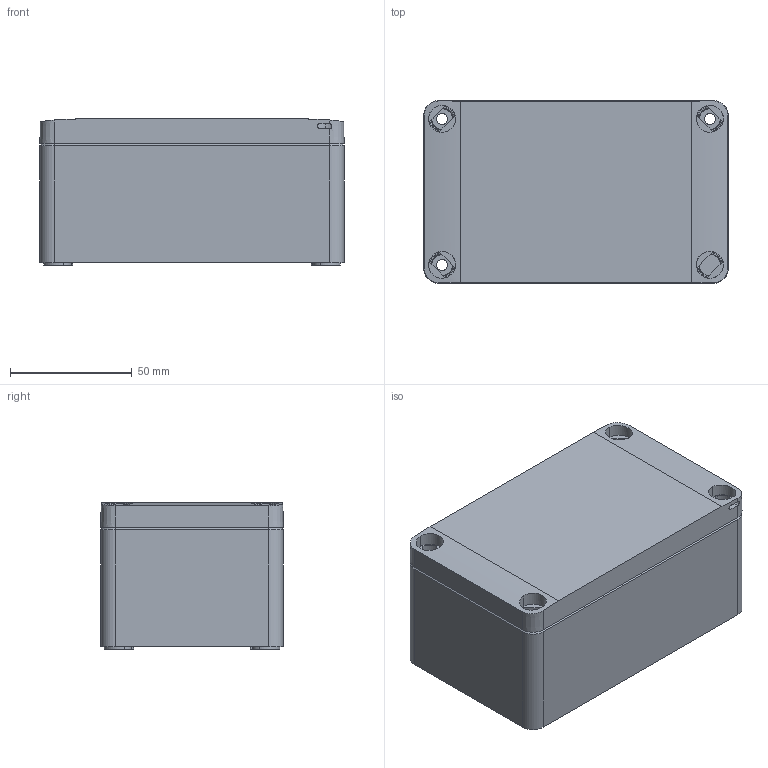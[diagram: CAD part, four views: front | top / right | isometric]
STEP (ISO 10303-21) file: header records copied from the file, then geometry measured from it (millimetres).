
FILE_DESCRIPTION((''),'2;1');
FILE_NAME('SPCP081306G_ASM','2008-12-08T',('pasi_koskela'),(''),'PRO/ENGINEER BY PARAMETRIC TECHNOLOGY CORPORATION, 2008250','PRO/ENGINEER BY PARAMETRIC TECHNOLOGY CORPORATION, 2008250','');
FILE_SCHEMA(('AUTOMOTIVE_DESIGN_CC2 { 1 2 10303 214 -1 1 5 2 }'));
Length unit declared in the file: millimetre
Products named in the file (3): SPCP081305B; SPCG081301L; SPCP081306G_ASM
Assembly tree (2 placements, depth 2):
  SPCP081306G_ASM
    SPCP081305B
    SPCG081301L
Bounding box: 125 x 75 x 60 mm (x, y, z)
Volume: 134431 mm3; surface area: 98036.2 mm2
Topology: 2 solids, 2 shells, 1014 faces, 2648 edges, 1712 vertices
Faces by surface type: plane 617, cylinder 227, cone 102, bspline 48, torus 20
Entity records: 49898 total; most frequent: CARTESIAN_POINT 17141, ORIENTED_EDGE 5288, DIRECTION 4728, PRESENTATION_STYLE_ASSIGNMENT 2648, STYLED_ITEM 2646, CURVE_STYLE 2644, EDGE_CURVE 2644, VECTOR 1832
